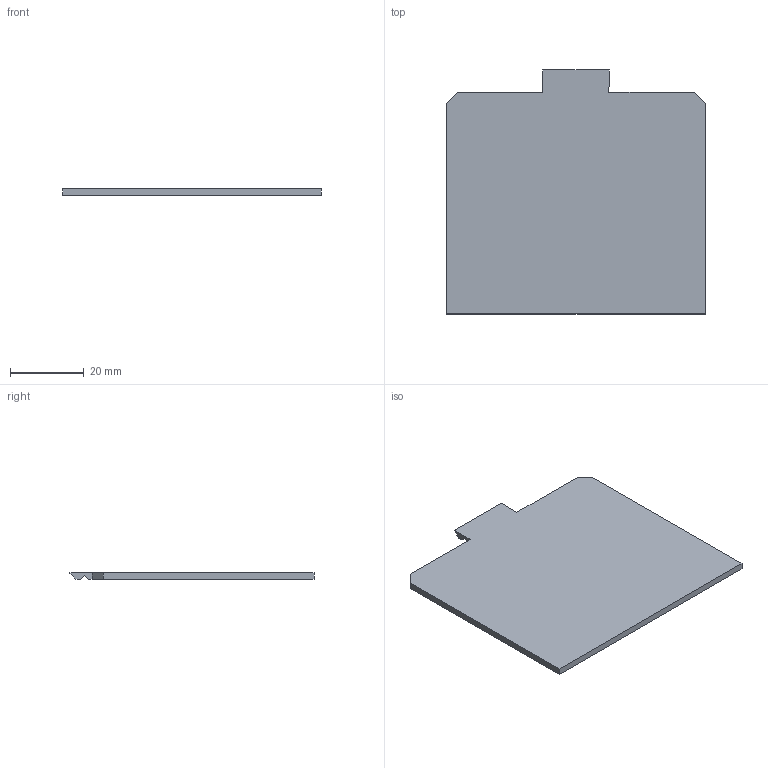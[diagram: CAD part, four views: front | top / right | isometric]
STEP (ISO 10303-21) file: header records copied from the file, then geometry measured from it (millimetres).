
FILE_DESCRIPTION(/* description */ (''),/* implementation_level */ '2;1');
FILE_NAME(/* name */ 'ProcessorTray-Blank.step',/* time_stamp */ '2023-06-09T17:24:16-05:00',/* author */ (''),/* organization */ (''),/* preprocessor_version */ 'ST-DEVELOPER v19.2',/* originating_system */ 'Autodesk Translation Framework v12.6.0.85',/* authorisation */ '');
FILE_SCHEMA (('AUTOMOTIVE_DESIGN { 1 0 10303 214 3 1 1 }'));
Length unit declared in the file: millimetre
Products named in the file (3): Arm2 (v11~recovered); Mount Plate; Processor Tray
Assembly tree (2 placements, depth 3):
  Arm2 (v11~recovered)
    Mount Plate
      Processor Tray
Bounding box: 70 x 66 x 1.8 mm (x, y, z)
Volume: 7692.9 mm3; surface area: 9075.3 mm2
Topology: 1 solids, 1 shells, 16 faces, 42 edges, 28 vertices
Faces by surface type: plane 16
Entity records: 566 total; most frequent: CARTESIAN_POINT 91, ORIENTED_EDGE 84, DIRECTION 84, LINE 42, VECTOR 42, EDGE_CURVE 42, VERTEX_POINT 28, AXIS2_PLACEMENT_3D 21
